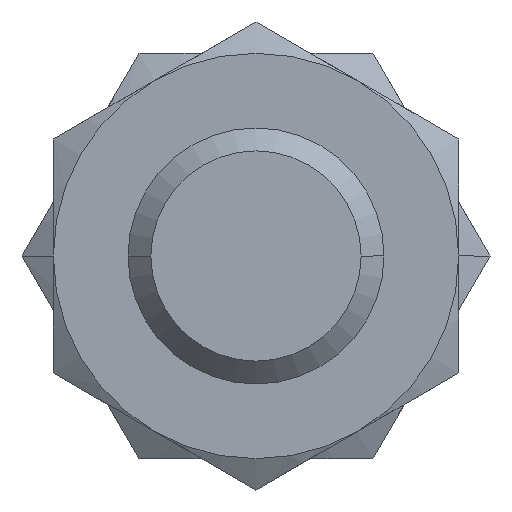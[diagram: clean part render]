
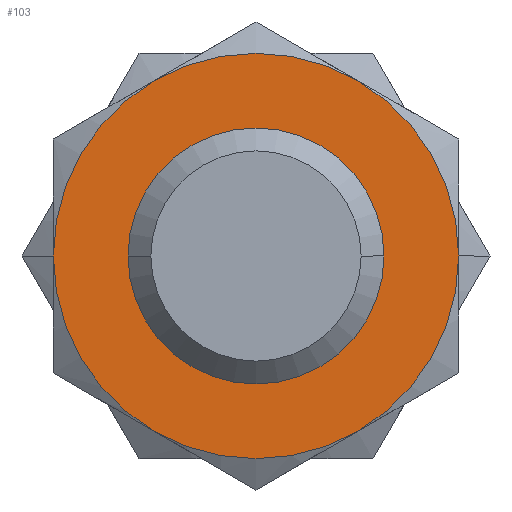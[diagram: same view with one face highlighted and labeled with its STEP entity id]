
A CAD part, left-side view. The second image highlights one B-rep face of the part: STEP entity #103.
In plain terms, the highlighted planar face has unit normal (-1, 0, 0).
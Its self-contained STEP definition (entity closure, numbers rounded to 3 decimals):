
#103 = ADVANCED_FACE( '', ( #188, #189 ), #190, .T. );
#188 = FACE_OUTER_BOUND( '', #302, .T. );
#189 = FACE_BOUND( '', #303, .T. );
#190 = PLANE( '', #304 );
#302 = EDGE_LOOP( '', ( #555, #556, #557, #558, #559, #560 ) );
#303 = EDGE_LOOP( '', ( #561, #562 ) );
#304 = AXIS2_PLACEMENT_3D( '', #563, #564, #565 );
#555 = ORIENTED_EDGE( '', *, *, #827, .T. );
#556 = ORIENTED_EDGE( '', *, *, #828, .T. );
#557 = ORIENTED_EDGE( '', *, *, #829, .T. );
#558 = ORIENTED_EDGE( '', *, *, #824, .T. );
#559 = ORIENTED_EDGE( '', *, *, #825, .T. );
#560 = ORIENTED_EDGE( '', *, *, #826, .T. );
#561 = ORIENTED_EDGE( '', *, *, #831, .F. );
#562 = ORIENTED_EDGE( '', *, *, #786, .F. );
#563 = CARTESIAN_POINT( '', ( -36., 4.75, 0. ) );
#564 = DIRECTION( '', ( -1., 0., 0. ) );
#565 = DIRECTION( '', ( 0., 1., 0. ) );
#786 = EDGE_CURVE( '', #928, #930, #931, .T. );
#824 = EDGE_CURVE( '', #959, #938, #993, .T. );
#825 = EDGE_CURVE( '', #938, #984, #994, .T. );
#826 = EDGE_CURVE( '', #984, #976, #995, .T. );
#827 = EDGE_CURVE( '', #976, #967, #996, .T. );
#828 = EDGE_CURVE( '', #967, #950, #997, .T. );
#829 = EDGE_CURVE( '', #950, #959, #998, .T. );
#831 = EDGE_CURVE( '', #930, #928, #1000, .T. );
#928 = VERTEX_POINT( '', #1159 );
#930 = VERTEX_POINT( '', #1162 );
#931 = CIRCLE( '', #1163, 6. );
#938 = VERTEX_POINT( '', #1181 );
#950 = VERTEX_POINT( '', #1231 );
#959 = VERTEX_POINT( '', #1277 );
#967 = VERTEX_POINT( '', #1330 );
#976 = VERTEX_POINT( '', #1376 );
#984 = VERTEX_POINT( '', #1421 );
#993 = CIRCLE( '', #1448, 9.5 );
#994 = CIRCLE( '', #1449, 9.5 );
#995 = CIRCLE( '', #1450, 9.5 );
#996 = CIRCLE( '', #1451, 9.5 );
#997 = CIRCLE( '', #1452, 9.5 );
#998 = CIRCLE( '', #1453, 9.5 );
#1000 = CIRCLE( '', #1455, 6. );
#1159 = CARTESIAN_POINT( '', ( -36., 6., 0. ) );
#1162 = CARTESIAN_POINT( '', ( -36., -6., 0. ) );
#1163 = AXIS2_PLACEMENT_3D( '', #1751, #1752, #1753 );
#1181 = CARTESIAN_POINT( '', ( -36., -4.75, 8.227 ) );
#1231 = CARTESIAN_POINT( '', ( -36., -4.75, -8.227 ) );
#1277 = CARTESIAN_POINT( '', ( -36., -9.5, 0. ) );
#1330 = CARTESIAN_POINT( '', ( -36., 4.75, -8.227 ) );
#1376 = CARTESIAN_POINT( '', ( -36., 9.5, 0. ) );
#1421 = CARTESIAN_POINT( '', ( -36., 4.75, 8.227 ) );
#1448 = AXIS2_PLACEMENT_3D( '', #1779, #1780, #1781 );
#1449 = AXIS2_PLACEMENT_3D( '', #1782, #1783, #1784 );
#1450 = AXIS2_PLACEMENT_3D( '', #1785, #1786, #1787 );
#1451 = AXIS2_PLACEMENT_3D( '', #1788, #1789, #1790 );
#1452 = AXIS2_PLACEMENT_3D( '', #1791, #1792, #1793 );
#1453 = AXIS2_PLACEMENT_3D( '', #1794, #1795, #1796 );
#1455 = AXIS2_PLACEMENT_3D( '', #1800, #1801, #1802 );
#1751 = CARTESIAN_POINT( '', ( -36., 0., 0. ) );
#1752 = DIRECTION( '', ( -1., 0., 0. ) );
#1753 = DIRECTION( '', ( 0., 1., 0. ) );
#1779 = CARTESIAN_POINT( '', ( -36., 0., 0. ) );
#1780 = DIRECTION( '', ( -1., 0., 0. ) );
#1781 = DIRECTION( '', ( 0., 1., 0. ) );
#1782 = CARTESIAN_POINT( '', ( -36., 0., 0. ) );
#1783 = DIRECTION( '', ( -1., 0., 0. ) );
#1784 = DIRECTION( '', ( 0., 1., 0. ) );
#1785 = CARTESIAN_POINT( '', ( -36., 0., 0. ) );
#1786 = DIRECTION( '', ( -1., 0., 0. ) );
#1787 = DIRECTION( '', ( 0., 1., 0. ) );
#1788 = CARTESIAN_POINT( '', ( -36., 0., 0. ) );
#1789 = DIRECTION( '', ( -1., 0., 0. ) );
#1790 = DIRECTION( '', ( 0., 1., 0. ) );
#1791 = CARTESIAN_POINT( '', ( -36., 0., 0. ) );
#1792 = DIRECTION( '', ( -1., 0., 0. ) );
#1793 = DIRECTION( '', ( 0., 1., 0. ) );
#1794 = CARTESIAN_POINT( '', ( -36., 0., 0. ) );
#1795 = DIRECTION( '', ( -1., 0., 0. ) );
#1796 = DIRECTION( '', ( 0., 1., 0. ) );
#1800 = CARTESIAN_POINT( '', ( -36., 0., 0. ) );
#1801 = DIRECTION( '', ( -1., 0., 0. ) );
#1802 = DIRECTION( '', ( 0., 1., 0. ) );
